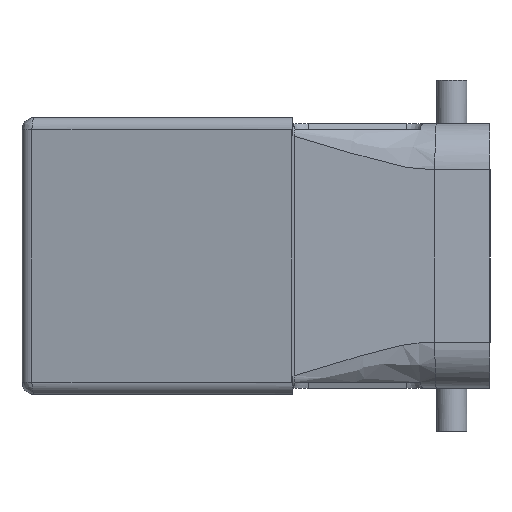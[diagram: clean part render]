
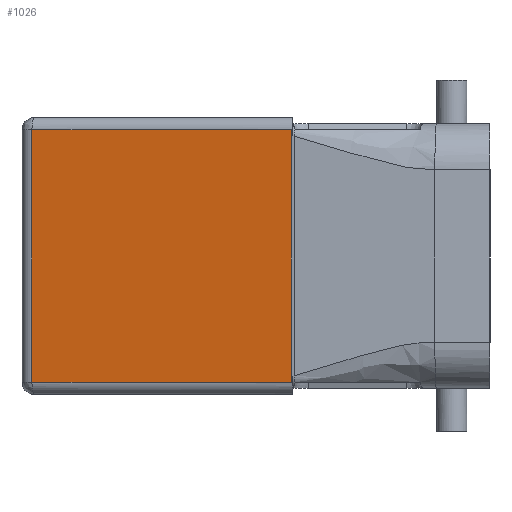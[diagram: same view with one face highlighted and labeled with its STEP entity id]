
A CAD part, left-side view. The second image highlights one B-rep face of the part: STEP entity #1026.
In plain terms, the highlighted planar face has unit normal (-0.982, 0.191, 0).
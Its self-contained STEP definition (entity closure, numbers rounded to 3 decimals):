
#1026=ADVANCED_FACE('',(#1246),#4974,.T.);
#1246=FACE_OUTER_BOUND('',#1478,.T.);
#1478=EDGE_LOOP('',(#2266,#2267,#2268,#2269));
#2266=ORIENTED_EDGE('',*,*,#3540,.T.);
#2267=ORIENTED_EDGE('',*,*,#3541,.T.);
#2268=ORIENTED_EDGE('',*,*,#3542,.T.);
#2269=ORIENTED_EDGE('',*,*,#3543,.T.);
#3026=VERTEX_POINT('',#8174);
#3027=VERTEX_POINT('',#8175);
#3028=VERTEX_POINT('',#8177);
#3029=VERTEX_POINT('',#8179);
#3540=EDGE_CURVE('',#3026,#3027,#4045,.T.);
#3541=EDGE_CURVE('',#3027,#3028,#4046,.T.);
#3542=EDGE_CURVE('',#3028,#3029,#4047,.T.);
#3543=EDGE_CURVE('',#3029,#3026,#4048,.T.);
#4045=LINE('',#8173,#4460);
#4046=LINE('',#8176,#4461);
#4047=LINE('',#8178,#4462);
#4048=LINE('',#8180,#4463);
#4460=VECTOR('',#6196,1.);
#4461=VECTOR('',#6197,1.);
#4462=VECTOR('',#6198,1.);
#4463=VECTOR('',#6199,1.);
#4974=PLANE('',#5377);
#5377=AXIS2_PLACEMENT_3D('',#8181,#6200,#6201);
#6196=DIRECTION('',(0.,0.,-1.));
#6197=DIRECTION('',(-0.191,-0.982,0.));
#6198=DIRECTION('',(0.,0.,1.));
#6199=DIRECTION('',(0.191,0.982,0.));
#6200=DIRECTION('',(-0.982,0.191,0.));
#6201=DIRECTION('',(-0.191,-0.982,0.));
#8173=CARTESIAN_POINT('',(-50.012,65.382,20.5));
#8174=CARTESIAN_POINT('',(-50.012,65.382,20.5));
#8175=CARTESIAN_POINT('',(-50.012,65.382,-20.5));
#8176=CARTESIAN_POINT('',(-50.012,65.382,-20.5));
#8177=CARTESIAN_POINT('',(-58.195,23.285,-20.5));
#8178=CARTESIAN_POINT('',(-58.195,23.285,-20.5));
#8179=CARTESIAN_POINT('',(-58.195,23.285,20.5));
#8180=CARTESIAN_POINT('',(-58.195,23.285,20.5));
#8181=CARTESIAN_POINT('',(-49.251,69.298,-22.6));
